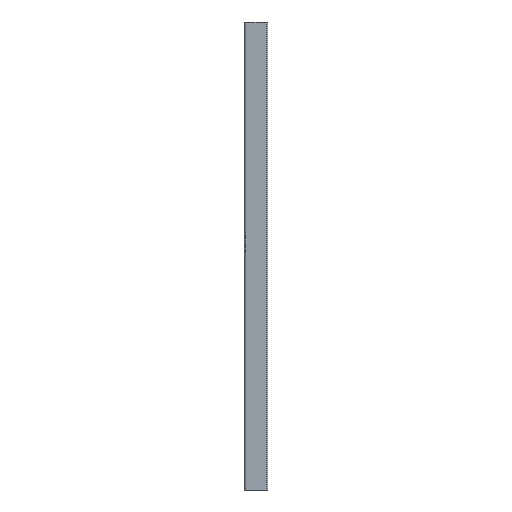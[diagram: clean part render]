
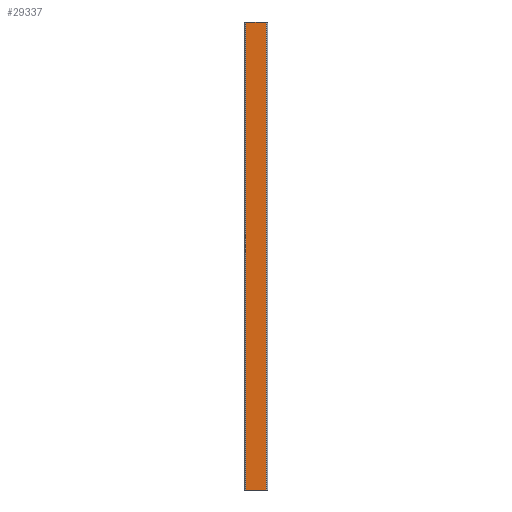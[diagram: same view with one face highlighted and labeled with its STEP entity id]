
A CAD part, left-side view. The second image highlights one B-rep face of the part: STEP entity #29337.
In plain terms, the highlighted planar face has unit normal (-1, 0, 0).
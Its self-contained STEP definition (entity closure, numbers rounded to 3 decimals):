
#1701 = FACE_OUTER_BOUND ( 'NONE', #20859, .T. ) ;
#1961 = CARTESIAN_POINT ( 'NONE',  ( -12., 7.5, 0. ) ) ;
#2551 = VECTOR ( 'NONE', #17894, 1000. ) ;
#3416 = VERTEX_POINT ( 'NONE', #20888 ) ;
#4988 = EDGE_CURVE ( 'NONE', #13354, #3416, #21811, .T. ) ;
#5531 = DIRECTION ( 'NONE',  ( 1., 0., 0. ) ) ;
#5543 = EDGE_CURVE ( 'NONE', #11163, #12509, #8761, .T. ) ;
#7242 = DIRECTION ( 'NONE',  ( 0., 0., -1. ) ) ;
#7793 = PLANE ( 'NONE',  #13017 ) ;
#8761 = LINE ( 'NONE', #19212, #2551 ) ;
#9942 = VECTOR ( 'NONE', #18680, 1000. ) ;
#11163 = VERTEX_POINT ( 'NONE', #1961 ) ;
#11745 = EDGE_CURVE ( 'NONE', #13354, #11163, #21552, .T. ) ;
#12509 = VERTEX_POINT ( 'NONE', #23054 ) ;
#13017 = AXIS2_PLACEMENT_3D ( 'NONE', #21677, #5531, #21776 ) ;
#13354 = VERTEX_POINT ( 'NONE', #28512 ) ;
#13980 = CARTESIAN_POINT ( 'NONE',  ( -12., 0.5, 160. ) ) ;
#15652 = VECTOR ( 'NONE', #27119, 1000. ) ;
#17079 = ORIENTED_EDGE ( 'NONE', *, *, #19647, .T. ) ;
#17894 = DIRECTION ( 'NONE',  ( 0., -1., 0. ) ) ;
#18680 = DIRECTION ( 'NONE',  ( 0., 0., 1. ) ) ;
#19212 = CARTESIAN_POINT ( 'NONE',  ( -12., 8., 0. ) ) ;
#19647 = EDGE_CURVE ( 'NONE', #12509, #3416, #29105, .T. ) ;
#20859 = EDGE_LOOP ( 'NONE', ( #26060, #17079, #29322, #21934 ) ) ;
#20888 = CARTESIAN_POINT ( 'NONE',  ( -12., 0.5, 160. ) ) ;
#21552 = LINE ( 'NONE', #25743, #26961 ) ;
#21677 = CARTESIAN_POINT ( 'NONE',  ( -12., 8., 160. ) ) ;
#21776 = DIRECTION ( 'NONE',  ( 0., 0., -1. ) ) ;
#21811 = LINE ( 'NONE', #29199, #15652 ) ;
#21934 = ORIENTED_EDGE ( 'NONE', *, *, #11745, .T. ) ;
#23054 = CARTESIAN_POINT ( 'NONE',  ( -12., 0.5, 0. ) ) ;
#25743 = CARTESIAN_POINT ( 'NONE',  ( -12., 7.5, 160. ) ) ;
#26060 = ORIENTED_EDGE ( 'NONE', *, *, #5543, .T. ) ;
#26961 = VECTOR ( 'NONE', #7242, 1000. ) ;
#27119 = DIRECTION ( 'NONE',  ( 0., -1., 0. ) ) ;
#28512 = CARTESIAN_POINT ( 'NONE',  ( -12., 7.5, 160. ) ) ;
#29105 = LINE ( 'NONE', #13980, #9942 ) ;
#29199 = CARTESIAN_POINT ( 'NONE',  ( -12., 8., 160. ) ) ;
#29322 = ORIENTED_EDGE ( 'NONE', *, *, #4988, .F. ) ;
#29337 = ADVANCED_FACE ( 'NONE', ( #1701 ), #7793, .F. ) ;
